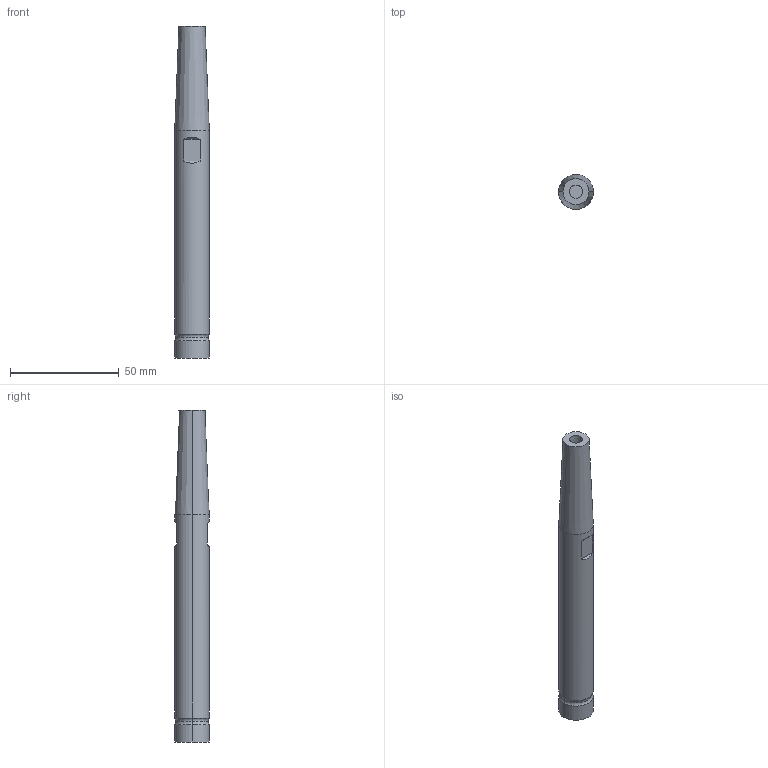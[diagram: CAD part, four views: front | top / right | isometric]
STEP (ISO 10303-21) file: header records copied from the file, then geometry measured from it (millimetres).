
FILE_DESCRIPTION (( 'STEP AP203' ), '1' );
FILE_NAME ('STP-06040.STEP', '2017-05-19T05:36:34', ( '' ), ( '' ), 'SwSTEP 2.0', 'SolidWorks 2015', '' );
FILE_SCHEMA (( 'CONFIG_CONTROL_DESIGN' ));
Length unit declared in the file: millimetre
Products named in the file (1): STP-06040
Bounding box: 15.88 x 15.88 x 152.4 mm (x, y, z)
Volume: 27198.3 mm3; surface area: 8080.9 mm2
Topology: 1 solids, 1 shells, 24 faces, 46 edges, 28 vertices
Faces by surface type: plane 10, cylinder 8, torus 4, cone 2
Entity records: 687 total; most frequent: DIRECTION 116, CARTESIAN_POINT 111, ORIENTED_EDGE 92, AXIS2_PLACEMENT_3D 49, EDGE_CURVE 46, EDGE_LOOP 28, VERTEX_POINT 28, FACE_OUTER_BOUND 24
